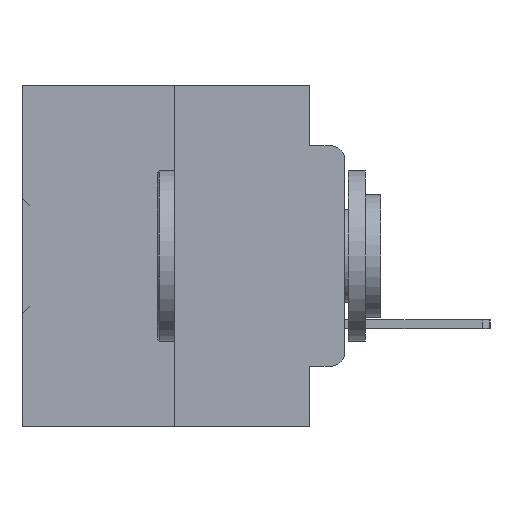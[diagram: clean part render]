
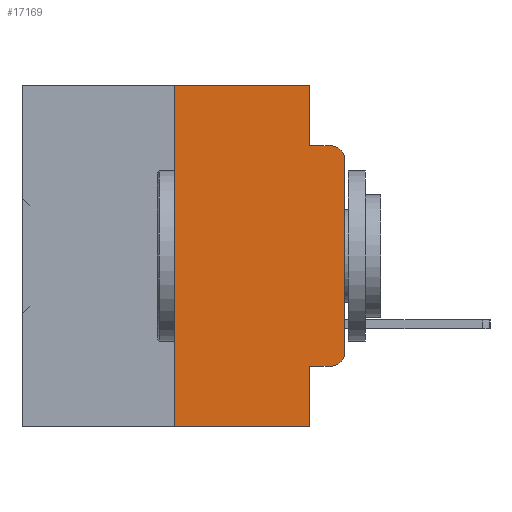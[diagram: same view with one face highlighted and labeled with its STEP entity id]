
A CAD part, left-side view. The second image highlights one B-rep face of the part: STEP entity #17169.
In plain terms, the highlighted planar face has unit normal (-1, 0, 0).
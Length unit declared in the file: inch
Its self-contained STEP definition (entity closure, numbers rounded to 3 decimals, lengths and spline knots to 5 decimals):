
#158 = EDGE_CURVE ( 'NONE', #34203, #3744, #3792, .T. ) ;
#177 = DIRECTION ( 'NONE',  ( 0., 0., -1. ) ) ;
#233 = CARTESIAN_POINT ( 'NONE',  ( 0., 0.051, 0. ) ) ;
#306 = DIRECTION ( 'NONE',  ( -1., 0., 0. ) ) ;
#754 = CARTESIAN_POINT ( 'NONE',  ( 0., 0.02, -0.3915 ) ) ;
#792 = CARTESIAN_POINT ( 'NONE',  ( 0., 0., -0.1085 ) ) ;
#961 = VECTOR ( 'NONE', #3433, 39.37008 ) ;
#993 = AXIS2_PLACEMENT_3D ( 'NONE', #11940, #17939, #177 ) ;
#1045 = VERTEX_POINT ( 'NONE', #5601 ) ;
#1110 = LINE ( 'NONE', #8148, #8994 ) ;
#1423 = ORIENTED_EDGE ( 'NONE', *, *, #158, .T. ) ;
#1713 = CARTESIAN_POINT ( 'NONE',  ( 0., 0.02, -0.1085 ) ) ;
#2159 = LINE ( 'NONE', #22019, #24896 ) ;
#2163 = ORIENTED_EDGE ( 'NONE', *, *, #8613, .F. ) ;
#2194 = AXIS2_PLACEMENT_3D ( 'NONE', #1713, #22465, #4696 ) ;
#2899 = CARTESIAN_POINT ( 'NONE',  ( 0., 0.25, 0. ) ) ;
#3433 = DIRECTION ( 'NONE',  ( 0., -1., 0. ) ) ;
#3744 = VERTEX_POINT ( 'NONE', #14283 ) ;
#3792 = CIRCLE ( 'NONE', #21443, 0.02 ) ;
#4256 = CARTESIAN_POINT ( 'NONE',  ( 0., 0.25, -0.5 ) ) ;
#4696 = DIRECTION ( 'NONE',  ( 0., 0., -1. ) ) ;
#5327 = ORIENTED_EDGE ( 'NONE', *, *, #23041, .T. ) ;
#5601 = CARTESIAN_POINT ( 'NONE',  ( 0., 0.051, 0. ) ) ;
#5688 = CARTESIAN_POINT ( 'NONE',  ( 0., 0.051, 0. ) ) ;
#5805 = VECTOR ( 'NONE', #30332, 39.37008 ) ;
#6068 = EDGE_LOOP ( 'NONE', ( #5327, #32646, #27659, #28133, #37737, #2163, #17488, #9764, #30168, #1423 ) ) ;
#6081 = FACE_OUTER_BOUND ( 'NONE', #6068, .T. ) ;
#6362 = CARTESIAN_POINT ( 'NONE',  ( 0., 0.051, -0.4115 ) ) ;
#7290 = VERTEX_POINT ( 'NONE', #2899 ) ;
#8148 = CARTESIAN_POINT ( 'NONE',  ( 0., 0., 0. ) ) ;
#8613 = EDGE_CURVE ( 'NONE', #29661, #7290, #13717, .T. ) ;
#8994 = VECTOR ( 'NONE', #37582, 39.37008 ) ;
#9764 = ORIENTED_EDGE ( 'NONE', *, *, #13304, .F. ) ;
#9815 = DIRECTION ( 'NONE',  ( 0., 0., -1. ) ) ;
#11497 = LINE ( 'NONE', #233, #19418 ) ;
#11940 = CARTESIAN_POINT ( 'NONE',  ( 0., 0.473, 0. ) ) ;
#12047 = EDGE_CURVE ( 'NONE', #29957, #34203, #34261, .T. ) ;
#12557 = EDGE_CURVE ( 'NONE', #1045, #12573, #36521, .T. ) ;
#12573 = VERTEX_POINT ( 'NONE', #23505 ) ;
#13304 = EDGE_CURVE ( 'NONE', #29957, #36949, #11497, .T. ) ;
#13717 = LINE ( 'NONE', #15438, #5805 ) ;
#14283 = CARTESIAN_POINT ( 'NONE',  ( 0., 0., -0.3915 ) ) ;
#14400 = EDGE_CURVE ( 'NONE', #7290, #1045, #2159, .T. ) ;
#15059 = EDGE_CURVE ( 'NONE', #19982, #36909, #34937, .T. ) ;
#15438 = CARTESIAN_POINT ( 'NONE',  ( 0., 0.25, 0. ) ) ;
#15723 = VECTOR ( 'NONE', #31408, 39.37008 ) ;
#17054 = CARTESIAN_POINT ( 'NONE',  ( 0., 0.051, -0.5 ) ) ;
#17169 = ADVANCED_FACE ( 'NONE', ( #6081 ), #26781, .F. ) ;
#17401 = DIRECTION ( 'NONE',  ( 0., 0., -1. ) ) ;
#17488 = ORIENTED_EDGE ( 'NONE', *, *, #27665, .T. ) ;
#17824 = EDGE_CURVE ( 'NONE', #12573, #36909, #30158, .T. ) ;
#17939 = DIRECTION ( 'NONE',  ( 1., 0., 0. ) ) ;
#19418 = VECTOR ( 'NONE', #26831, 39.37008 ) ;
#19982 = VERTEX_POINT ( 'NONE', #792 ) ;
#21443 = AXIS2_PLACEMENT_3D ( 'NONE', #754, #306, #9815 ) ;
#21779 = DIRECTION ( 'NONE',  ( 0., -1., 0. ) ) ;
#22019 = CARTESIAN_POINT ( 'NONE',  ( 0., 0.473, 0. ) ) ;
#22465 = DIRECTION ( 'NONE',  ( -1., 0., 0. ) ) ;
#22745 = CARTESIAN_POINT ( 'NONE',  ( 0., 0.02, -0.0885 ) ) ;
#23041 = EDGE_CURVE ( 'NONE', #3744, #19982, #1110, .T. ) ;
#23505 = CARTESIAN_POINT ( 'NONE',  ( 0., 0.051, -0.0885 ) ) ;
#24896 = VECTOR ( 'NONE', #31006, 39.37008 ) ;
#26448 = CARTESIAN_POINT ( 'NONE',  ( 0., 0.051, -0.4115 ) ) ;
#26781 = PLANE ( 'NONE',  #993 ) ;
#26831 = DIRECTION ( 'NONE',  ( 0., 0., -1. ) ) ;
#27628 = CARTESIAN_POINT ( 'NONE',  ( 0., 0.051, -0.0885 ) ) ;
#27659 = ORIENTED_EDGE ( 'NONE', *, *, #17824, .F. ) ;
#27665 = EDGE_CURVE ( 'NONE', #29661, #36949, #31426, .T. ) ;
#28133 = ORIENTED_EDGE ( 'NONE', *, *, #12557, .F. ) ;
#28503 = CARTESIAN_POINT ( 'NONE',  ( 0., 0.473, -0.5 ) ) ;
#28742 = VECTOR ( 'NONE', #17401, 39.37008 ) ;
#29661 = VERTEX_POINT ( 'NONE', #4256 ) ;
#29957 = VERTEX_POINT ( 'NONE', #26448 ) ;
#30158 = LINE ( 'NONE', #27628, #37020 ) ;
#30168 = ORIENTED_EDGE ( 'NONE', *, *, #12047, .T. ) ;
#30332 = DIRECTION ( 'NONE',  ( 0., 0., 1. ) ) ;
#31006 = DIRECTION ( 'NONE',  ( 0., -1., 0. ) ) ;
#31408 = DIRECTION ( 'NONE',  ( 0., -1., 0. ) ) ;
#31426 = LINE ( 'NONE', #28503, #15723 ) ;
#31713 = CARTESIAN_POINT ( 'NONE',  ( 0., 0.02, -0.4115 ) ) ;
#32646 = ORIENTED_EDGE ( 'NONE', *, *, #15059, .T. ) ;
#34203 = VERTEX_POINT ( 'NONE', #31713 ) ;
#34261 = LINE ( 'NONE', #6362, #961 ) ;
#34937 = CIRCLE ( 'NONE', #2194, 0.02 ) ;
#36521 = LINE ( 'NONE', #5688, #28742 ) ;
#36909 = VERTEX_POINT ( 'NONE', #22745 ) ;
#36949 = VERTEX_POINT ( 'NONE', #17054 ) ;
#37020 = VECTOR ( 'NONE', #21779, 39.37008 ) ;
#37582 = DIRECTION ( 'NONE',  ( 0., 0., 1. ) ) ;
#37737 = ORIENTED_EDGE ( 'NONE', *, *, #14400, .F. ) ;
